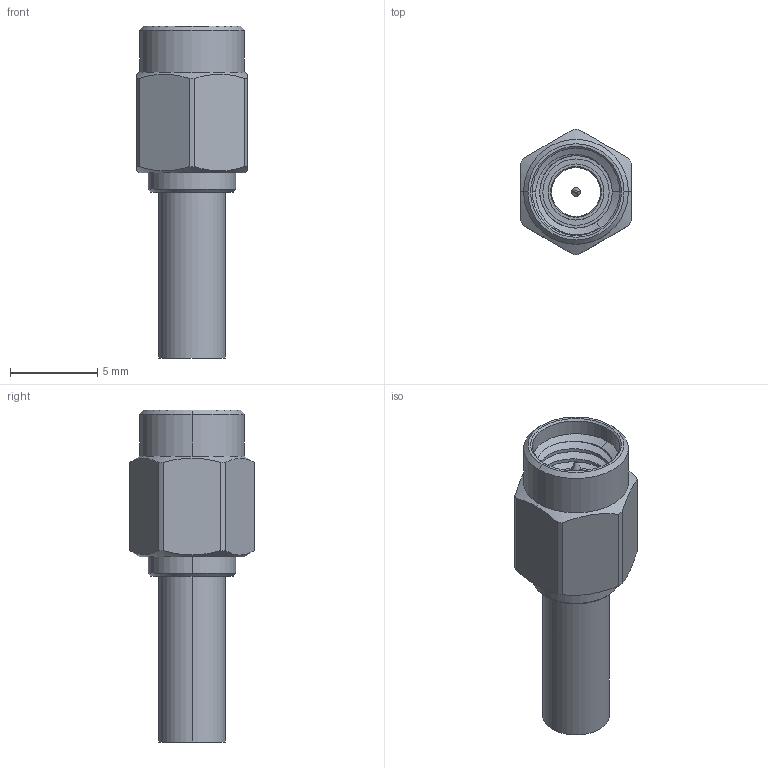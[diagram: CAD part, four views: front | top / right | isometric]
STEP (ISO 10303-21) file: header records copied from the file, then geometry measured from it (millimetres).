
FILE_DESCRIPTION (( 'STEP AP214' ), '1' );
FILE_NAME ('36-005-H3-AD.STEP', '2026-02-26T10:14:56', ( '' ), ( '' ), 'SwSTEP 2.0', 'SolidWorks 2025', '' );
FILE_SCHEMA (( 'AUTOMOTIVE_DESIGN' ));
Length unit declared in the file: millimetre
Products named in the file (1): 36-005-H3-AD
Bounding box: 6.35 x 7.15 x 19 mm (x, y, z)
Surface area: 548.8 mm2 (no closed solid volume)
Topology: 0 solids, 5 shells, 61 faces, 156 edges, 101 vertices
Faces by surface type: cylinder 29, cone 18, plane 12, bspline 2
Entity records: 2408 total; most frequent: CARTESIAN_POINT 985, DIRECTION 300, ORIENTED_EDGE 281, EDGE_CURVE 156, AXIS2_PLACEMENT_3D 124, VERTEX_POINT 101, EDGE_LOOP 66, CIRCLE 64
